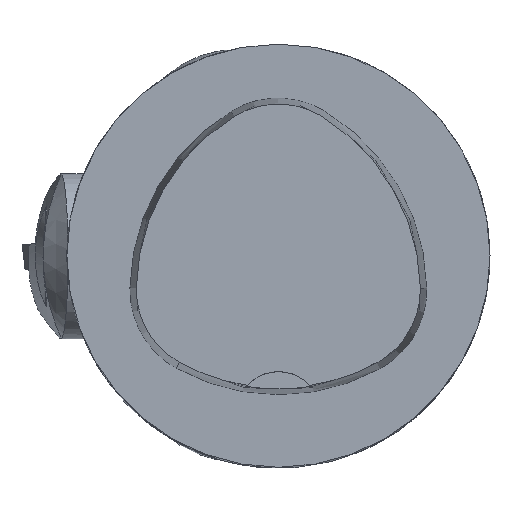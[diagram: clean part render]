
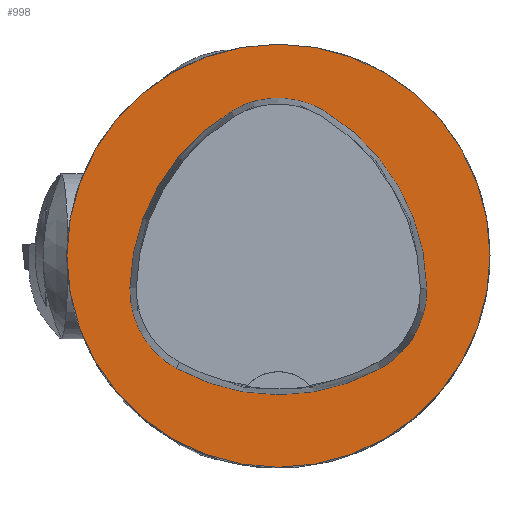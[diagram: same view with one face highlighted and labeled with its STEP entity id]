
A CAD part, top view. The second image highlights one B-rep face of the part: STEP entity #998.
In plain terms, the highlighted planar face has unit normal (0, 0, 1).
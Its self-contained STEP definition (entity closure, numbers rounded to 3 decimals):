
#259=PLANE('',#7833);
#600=FACE_BOUND('',#1825,.T.);
#601=FACE_BOUND('',#1826,.T.);
#998=ADVANCED_FACE('',(#600,#601),#259,.T.);
#1825=EDGE_LOOP('',(#3717,#3718,#3719,#3720,#3721,#3722));
#1826=EDGE_LOOP('',(#3723));
#3717=ORIENTED_EDGE('',*,*,#6613,.T.);
#3718=ORIENTED_EDGE('',*,*,#6593,.T.);
#3719=ORIENTED_EDGE('',*,*,#6597,.T.);
#3720=ORIENTED_EDGE('',*,*,#6600,.T.);
#3721=ORIENTED_EDGE('',*,*,#6603,.T.);
#3722=ORIENTED_EDGE('',*,*,#6611,.T.);
#3723=ORIENTED_EDGE('',*,*,#6337,.F.);
#5595=VERTEX_POINT('',#10470);
#5846=VERTEX_POINT('',#11065);
#5847=VERTEX_POINT('',#11066);
#5850=VERTEX_POINT('',#11074);
#5852=VERTEX_POINT('',#11080);
#5854=VERTEX_POINT('',#11086);
#5861=VERTEX_POINT('',#11107);
#6337=EDGE_CURVE('',#5595,#5595,#7412,.T.);
#6593=EDGE_CURVE('',#5846,#5847,#7477,.T.);
#6597=EDGE_CURVE('',#5847,#5850,#7479,.T.);
#6600=EDGE_CURVE('',#5850,#5852,#7481,.T.);
#6603=EDGE_CURVE('',#5852,#5854,#7483,.T.);
#6611=EDGE_CURVE('',#5854,#5861,#7487,.T.);
#6613=EDGE_CURVE('',#5861,#5846,#7489,.T.);
#7412=CIRCLE('',#7719,20.);
#7477=CIRCLE('',#7811,20.);
#7479=CIRCLE('',#7814,8.5);
#7481=CIRCLE('',#7817,20.);
#7483=CIRCLE('',#7820,8.5);
#7487=CIRCLE('',#7825,20.);
#7489=CIRCLE('',#7828,8.5);
#7719=AXIS2_PLACEMENT_3D('',#10469,#8405,#8406);
#7811=AXIS2_PLACEMENT_3D('',#11064,#8757,#8758);
#7814=AXIS2_PLACEMENT_3D('',#11073,#8765,#8766);
#7817=AXIS2_PLACEMENT_3D('',#11079,#8772,#8773);
#7820=AXIS2_PLACEMENT_3D('',#11085,#8779,#8780);
#7825=AXIS2_PLACEMENT_3D('',#11108,#8791,#8792);
#7828=AXIS2_PLACEMENT_3D('',#11111,#8797,#8798);
#7833=AXIS2_PLACEMENT_3D('',#11116,#8807,#8808);
#8405=DIRECTION('',(0.,0.,-1.));
#8406=DIRECTION('',(-1.,0.,0.));
#8757=DIRECTION('',(0.,0.,-1.));
#8758=DIRECTION('',(-1.,0.,0.));
#8765=DIRECTION('',(0.,0.,-1.));
#8766=DIRECTION('',(-1.,0.,0.));
#8772=DIRECTION('',(0.,0.,-1.));
#8773=DIRECTION('',(-1.,0.,0.));
#8779=DIRECTION('',(0.,0.,-1.));
#8780=DIRECTION('',(-1.,0.,0.));
#8791=DIRECTION('',(0.,0.,-1.));
#8792=DIRECTION('',(-1.,0.,0.));
#8797=DIRECTION('',(0.,0.,-1.));
#8798=DIRECTION('',(-1.,0.,0.));
#8807=DIRECTION('',(0.,0.,1.));
#8808=DIRECTION('',(1.,0.,0.));
#10469=CARTESIAN_POINT('',(0.,0.,0.));
#10470=CARTESIAN_POINT('',(-20.,0.,0.));
#11064=CARTESIAN_POINT('',(5.955,-3.414,0.));
#11065=CARTESIAN_POINT('',(-14.041,-3.042,0.));
#11066=CARTESIAN_POINT('',(-4.472,13.653,0.));
#11073=CARTESIAN_POINT('',(-0.04,6.4,0.));
#11074=CARTESIAN_POINT('',(4.347,13.68,0.));
#11079=CARTESIAN_POINT('',(-5.976,-3.45,0.));
#11080=CARTESIAN_POINT('',(14.021,-3.075,0.));
#11085=CARTESIAN_POINT('',(5.522,-3.235,0.));
#11086=CARTESIAN_POINT('',(9.588,-10.699,0.));
#11107=CARTESIAN_POINT('',(-9.655,-10.639,0.));
#11108=CARTESIAN_POINT('',(0.022,6.864,0.));
#11111=CARTESIAN_POINT('',(-5.543,-3.2,0.));
#11116=CARTESIAN_POINT('',(0.,0.,0.));
